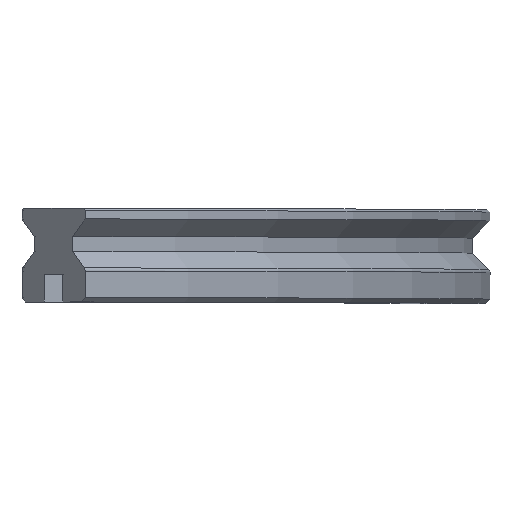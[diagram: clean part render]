
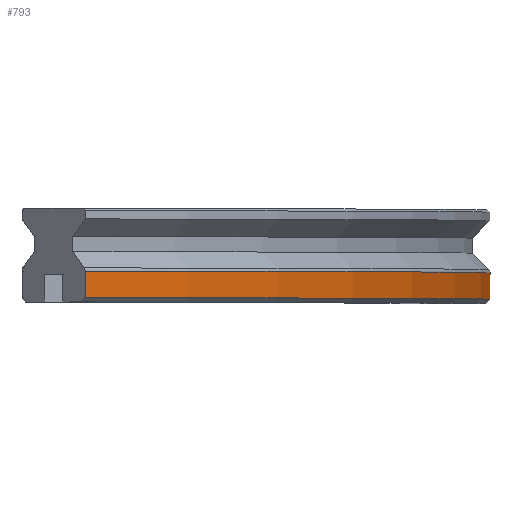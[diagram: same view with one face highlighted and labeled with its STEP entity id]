
A CAD part, top view. The second image highlights one B-rep face of the part: STEP entity #793.
In plain terms, the highlighted cylindrical face has radius 310 mm (diameter 620 mm), a partial arc.
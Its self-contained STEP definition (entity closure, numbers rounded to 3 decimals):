
#3 = AXIS2_PLACEMENT_3D ( 'NONE', #1275, #1317, #162 ) ;
#35 = EDGE_LOOP ( 'NONE', ( #1264, #101, #867, #887 ) ) ;
#101 = ORIENTED_EDGE ( 'NONE', *, *, #1292, .F. ) ;
#135 = CARTESIAN_POINT ( 'NONE',  ( -80.797, 1., 219.203 ) ) ;
#143 = DIRECTION ( 'NONE',  ( 0., 1., 0. ) ) ;
#162 = DIRECTION ( 'NONE',  ( 0., 0., 1. ) ) ;
#163 = CARTESIAN_POINT ( 'NONE',  ( -300., 6.936, 0. ) ) ;
#222 = AXIS2_PLACEMENT_3D ( 'NONE', #163, #928, #370 ) ;
#347 = EDGE_CURVE ( 'NONE', #659, #557, #933, .T. ) ;
#362 = VERTEX_POINT ( 'NONE', #1276 ) ;
#370 = DIRECTION ( 'NONE',  ( 0.707, 0., 0.707 ) ) ;
#372 = CIRCLE ( 'NONE', #1358, 310. ) ;
#383 = CYLINDRICAL_SURFACE ( 'NONE', #3, 310. ) ;
#449 = LINE ( 'NONE', #578, #700 ) ;
#455 = DIRECTION ( 'NONE',  ( 0., 1., 0. ) ) ;
#557 = VERTEX_POINT ( 'NONE', #797 ) ;
#578 = CARTESIAN_POINT ( 'NONE',  ( 10., 1., 0. ) ) ;
#639 = VECTOR ( 'NONE', #143, 1000. ) ;
#659 = VERTEX_POINT ( 'NONE', #1149 ) ;
#700 = VECTOR ( 'NONE', #455, 1000. ) ;
#793 = ADVANCED_FACE ( 'NONE', ( #1391 ), #383, .T. ) ;
#797 = CARTESIAN_POINT ( 'NONE',  ( 10., 6.936, 0. ) ) ;
#867 = ORIENTED_EDGE ( 'NONE', *, *, #1401, .T. ) ;
#887 = ORIENTED_EDGE ( 'NONE', *, *, #995, .T. ) ;
#899 = DIRECTION ( 'NONE',  ( 0., 1., 0. ) ) ;
#928 = DIRECTION ( 'NONE',  ( 0., 1., 0. ) ) ;
#933 = CIRCLE ( 'NONE', #222, 310. ) ;
#948 = LINE ( 'NONE', #1154, #639 ) ;
#995 = EDGE_CURVE ( 'NONE', #362, #557, #449, .T. ) ;
#1035 = DIRECTION ( 'NONE',  ( 0.707, 0., 0.707 ) ) ;
#1130 = CARTESIAN_POINT ( 'NONE',  ( -300., 1., 0. ) ) ;
#1149 = CARTESIAN_POINT ( 'NONE',  ( -80.797, 6.936, 219.203 ) ) ;
#1154 = CARTESIAN_POINT ( 'NONE',  ( -80.797, 1., 219.203 ) ) ;
#1264 = ORIENTED_EDGE ( 'NONE', *, *, #347, .F. ) ;
#1275 = CARTESIAN_POINT ( 'NONE',  ( -300., 0., 0. ) ) ;
#1276 = CARTESIAN_POINT ( 'NONE',  ( 10., 1., 0. ) ) ;
#1292 = EDGE_CURVE ( 'NONE', #1450, #659, #948, .T. ) ;
#1317 = DIRECTION ( 'NONE',  ( 0., 1., 0. ) ) ;
#1358 = AXIS2_PLACEMENT_3D ( 'NONE', #1130, #899, #1035 ) ;
#1391 = FACE_OUTER_BOUND ( 'NONE', #35, .T. ) ;
#1401 = EDGE_CURVE ( 'NONE', #1450, #362, #372, .T. ) ;
#1450 = VERTEX_POINT ( 'NONE', #135 ) ;
